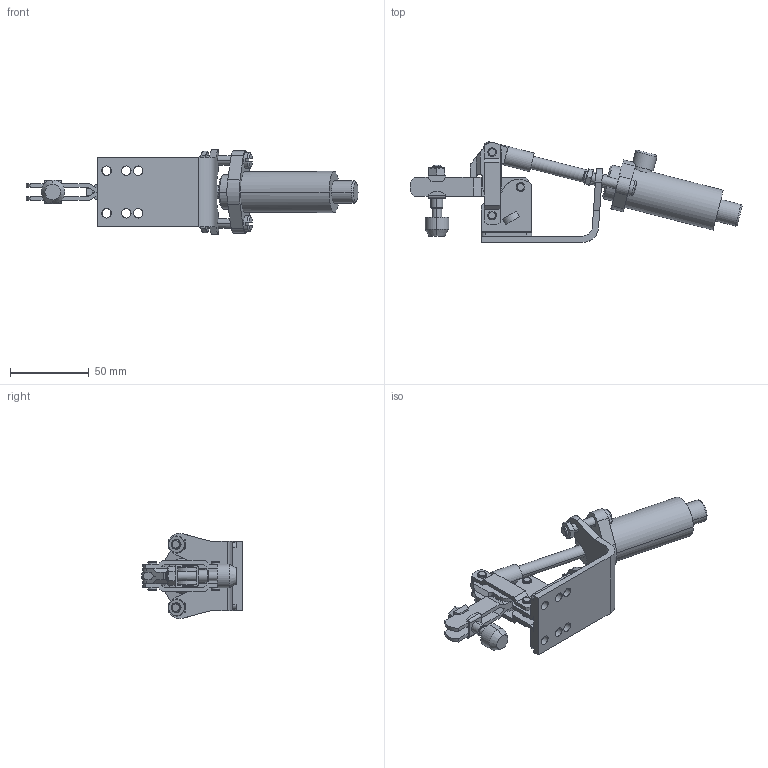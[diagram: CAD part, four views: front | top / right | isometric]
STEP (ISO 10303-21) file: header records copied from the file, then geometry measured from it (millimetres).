
FILE_DESCRIPTION((''),'2;1');
FILE_NAME('ILCP91736','2006-12-21T',('kr'),(''),'PRO/ENGINEER BY PARAMETRIC TECHNOLOGY CORPORATION, 2005180','PRO/ENGINEER BY PARAMETRIC TECHNOLOGY CORPORATION, 2005180','');
FILE_SCHEMA(('AUTOMOTIVE_DESIGN_CC2 { 1 2 10303 214 -1 1 5 2 }'));
Length unit declared in the file: inch
Products named in the file (1): ILCP91736
Bounding box: 210.19 x 63.93 x 53.99 mm (x, y, z)
Volume: 91550.8 mm3; surface area: 38523.1 mm2
Topology: 1 solids, 1 shells, 441 faces, 1148 edges, 718 vertices
Faces by surface type: plane 230, cylinder 133, cone 48, torus 26, sphere 4
Entity records: 17461 total; most frequent: CARTESIAN_POINT 3270, DIRECTION 2330, ORIENTED_EDGE 2296, EDGE_CURVE 1148, AXIS2_PLACEMENT_3D 863, VERTEX_POINT 718, VECTOR 604, LINE 604
